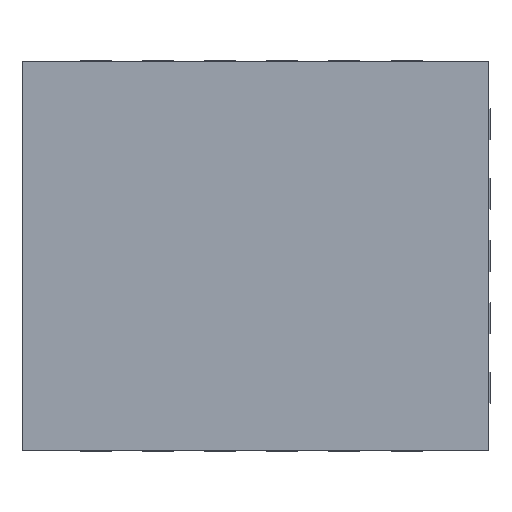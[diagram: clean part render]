
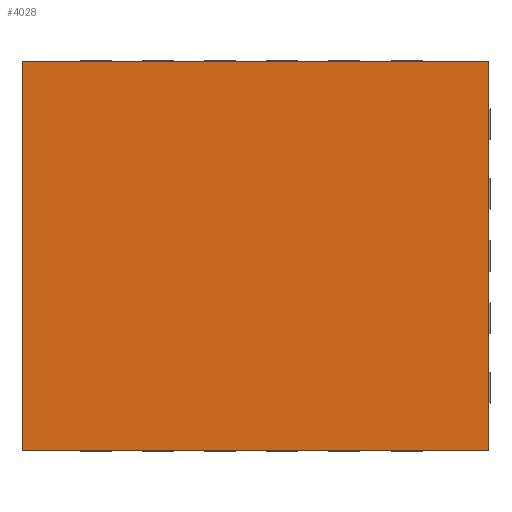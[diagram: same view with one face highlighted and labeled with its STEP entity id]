
A CAD part, front view. The second image highlights one B-rep face of the part: STEP entity #4028.
In plain terms, the highlighted planar face has unit normal (0, -1, 0).
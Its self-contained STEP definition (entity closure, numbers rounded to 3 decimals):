
#166=ORIENTED_EDGE('',*,*,#1019,.F.);
#167=ORIENTED_EDGE('',*,*,#1048,.F.);
#168=ORIENTED_EDGE('',*,*,#978,.F.);
#169=ORIENTED_EDGE('',*,*,#1046,.F.);
#978=EDGE_CURVE('',#1421,#1422,#1713,.T.);
#1019=EDGE_CURVE('',#1460,#1461,#1754,.T.);
#1046=EDGE_CURVE('',#1461,#1421,#1781,.T.);
#1048=EDGE_CURVE('',#1422,#1460,#1783,.T.);
#1421=VERTEX_POINT('',#5197);
#1422=VERTEX_POINT('',#5199);
#1460=VERTEX_POINT('',#5278);
#1461=VERTEX_POINT('',#5280);
#1713=LINE('',#5198,#2120);
#1754=LINE('',#5279,#2161);
#1781=LINE('',#5333,#2188);
#1783=LINE('',#5336,#2190);
#2120=VECTOR('',#4396,1000.);
#2161=VECTOR('',#4439,1000.);
#2188=VECTOR('',#4468,1000.);
#2190=VECTOR('',#4472,1000.);
#2514=EDGE_LOOP('',(#166,#167,#168,#169));
#2667=FACE_BOUND('',#2514,.T.);
#2820=PLANE('',#4186);
#4028=ADVANCED_FACE('',(#2667),#2820,.F.);
#4186=AXIS2_PLACEMENT_3D('',#5335,#4470,#4471);
#4396=DIRECTION('',(0.,0.,1.));
#4439=DIRECTION('',(0.,0.,-1.));
#4468=DIRECTION('',(-1.,0.,0.));
#4470=DIRECTION('',(0.,1.,0.));
#4471=DIRECTION('',(0.,0.,1.));
#4472=DIRECTION('',(1.,0.,0.));
#5197=CARTESIAN_POINT('',(-1.5,0.,-1.25));
#5198=CARTESIAN_POINT('',(-1.5,0.,-1.25));
#5199=CARTESIAN_POINT('',(-1.5,0.,1.25));
#5278=CARTESIAN_POINT('',(1.5,0.,1.25));
#5279=CARTESIAN_POINT('',(1.5,0.,-1.25));
#5280=CARTESIAN_POINT('',(1.5,0.,-1.25));
#5333=CARTESIAN_POINT('',(-1.5,0.,-1.25));
#5335=CARTESIAN_POINT('',(0.,0.,0.));
#5336=CARTESIAN_POINT('',(-1.5,0.,1.25));
